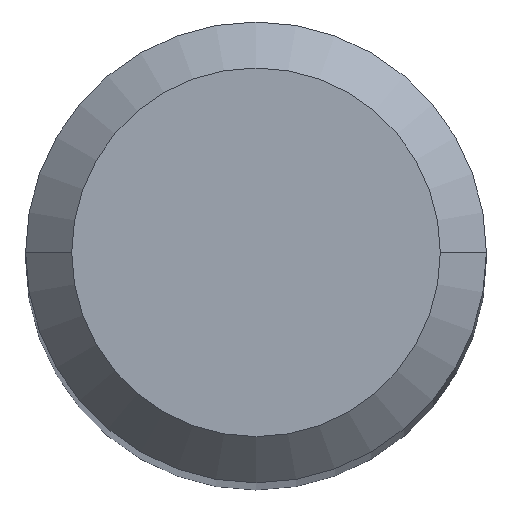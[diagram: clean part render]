
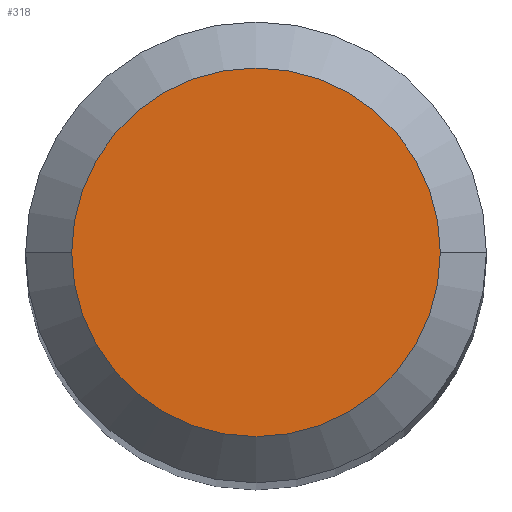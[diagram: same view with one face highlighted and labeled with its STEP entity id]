
A CAD part, top view. The second image highlights one B-rep face of the part: STEP entity #318.
In plain terms, the highlighted planar face has unit normal (0, 0, 1).
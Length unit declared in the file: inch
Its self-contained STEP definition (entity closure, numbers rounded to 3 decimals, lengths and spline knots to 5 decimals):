
#9 = CARTESIAN_POINT ( 'NONE',  ( -0.04724, 0., 0. ) ) ;
#62 = VERTEX_POINT ( 'NONE', #9 ) ;
#103 = CARTESIAN_POINT ( 'NONE',  ( 0., 0., 0. ) ) ;
#109 = CIRCLE ( 'NONE', #241, 0.04724 ) ;
#149 = AXIS2_PLACEMENT_3D ( 'NONE', #103, #370, #447 ) ;
#177 = EDGE_LOOP ( 'NONE', ( #221, #411 ) ) ;
#220 = DIRECTION ( 'NONE',  ( 0., 0., 1. ) ) ;
#221 = ORIENTED_EDGE ( 'NONE', *, *, #270, .T. ) ;
#241 = AXIS2_PLACEMENT_3D ( 'NONE', #413, #482, #330 ) ;
#244 = EDGE_CURVE ( 'NONE', #369, #62, #109, .T. ) ;
#270 = EDGE_CURVE ( 'NONE', #62, #369, #462, .T. ) ;
#293 = FACE_OUTER_BOUND ( 'NONE', #177, .T. ) ;
#318 = ADVANCED_FACE ( 'NONE', ( #293 ), #406, .F. ) ;
#325 = DIRECTION ( 'NONE',  ( 1., 0., 0. ) ) ;
#330 = DIRECTION ( 'NONE',  ( 1., 0., 0. ) ) ;
#340 = AXIS2_PLACEMENT_3D ( 'NONE', #372, #220, #325 ) ;
#369 = VERTEX_POINT ( 'NONE', #475 ) ;
#370 = DIRECTION ( 'NONE',  ( 0., 0., -1. ) ) ;
#372 = CARTESIAN_POINT ( 'NONE',  ( 0., 0., 0. ) ) ;
#406 = PLANE ( 'NONE',  #149 ) ;
#411 = ORIENTED_EDGE ( 'NONE', *, *, #244, .T. ) ;
#413 = CARTESIAN_POINT ( 'NONE',  ( 0., 0., 0. ) ) ;
#447 = DIRECTION ( 'NONE',  ( -1., 0., 0. ) ) ;
#462 = CIRCLE ( 'NONE', #340, 0.04724 ) ;
#475 = CARTESIAN_POINT ( 'NONE',  ( 0.04724, 0., 0. ) ) ;
#482 = DIRECTION ( 'NONE',  ( 0., 0., 1. ) ) ;
